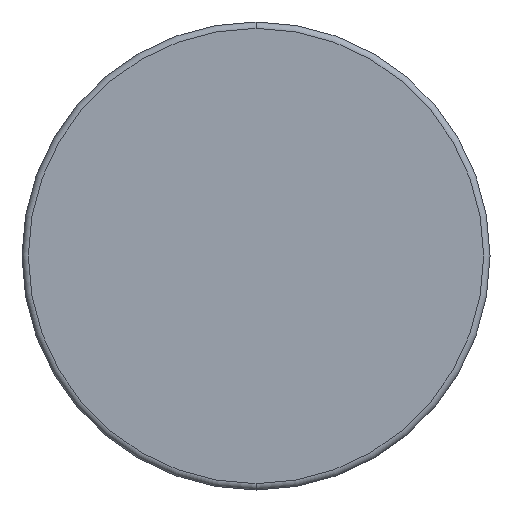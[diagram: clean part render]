
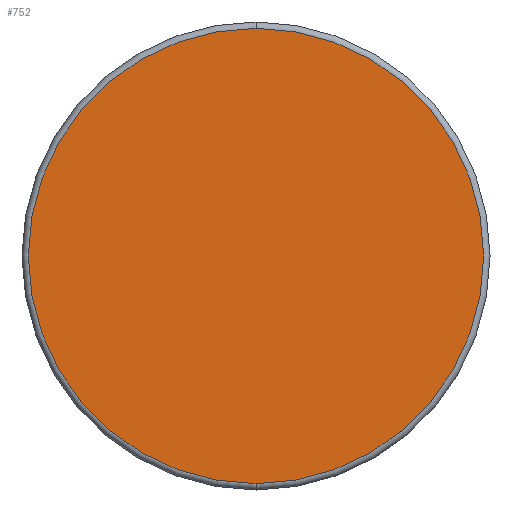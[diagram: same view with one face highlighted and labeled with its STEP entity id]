
A CAD part, front view. The second image highlights one B-rep face of the part: STEP entity #752.
In plain terms, the highlighted planar face has unit normal (0, -1, 0).
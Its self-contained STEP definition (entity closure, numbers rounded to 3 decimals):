
#11 = DIRECTION ( 'NONE',  ( 0., -1., 0. ) ) ;
#16 = DIRECTION ( 'NONE',  ( 0., 1., 0. ) ) ;
#20 = DIRECTION ( 'NONE',  ( 0., 0., 1. ) ) ;
#57 = VERTEX_POINT ( 'NONE', #501 ) ;
#84 = CARTESIAN_POINT ( 'NONE',  ( 0., -29.805, 0. ) ) ;
#117 = CARTESIAN_POINT ( 'NONE',  ( 0., -29.805, -8.95 ) ) ;
#132 = ORIENTED_EDGE ( 'NONE', *, *, #789, .T. ) ;
#158 = AXIS2_PLACEMENT_3D ( 'NONE', #84, #11, #507 ) ;
#172 = EDGE_LOOP ( 'NONE', ( #500, #132 ) ) ;
#330 = CIRCLE ( 'NONE', #158, 8.95 ) ;
#376 = AXIS2_PLACEMENT_3D ( 'NONE', #628, #16, #20 ) ;
#500 = ORIENTED_EDGE ( 'NONE', *, *, #644, .T. ) ;
#501 = CARTESIAN_POINT ( 'NONE',  ( 0., -29.805, 8.95 ) ) ;
#507 = DIRECTION ( 'NONE',  ( 0., 0., 1. ) ) ;
#564 = CIRCLE ( 'NONE', #581, 8.95 ) ;
#573 = DIRECTION ( 'NONE',  ( 0., -1., 0. ) ) ;
#574 = PLANE ( 'NONE',  #376 ) ;
#578 = DIRECTION ( 'NONE',  ( 0., 0., 1. ) ) ;
#581 = AXIS2_PLACEMENT_3D ( 'NONE', #749, #573, #578 ) ;
#612 = VERTEX_POINT ( 'NONE', #117 ) ;
#628 = CARTESIAN_POINT ( 'NONE',  ( 0., -29.805, 0. ) ) ;
#644 = EDGE_CURVE ( 'NONE', #57, #612, #564, .T. ) ;
#731 = FACE_OUTER_BOUND ( 'NONE', #172, .T. ) ;
#749 = CARTESIAN_POINT ( 'NONE',  ( 0., -29.805, 0. ) ) ;
#752 = ADVANCED_FACE ( 'NONE', ( #731 ), #574, .F. ) ;
#789 = EDGE_CURVE ( 'NONE', #612, #57, #330, .T. ) ;
